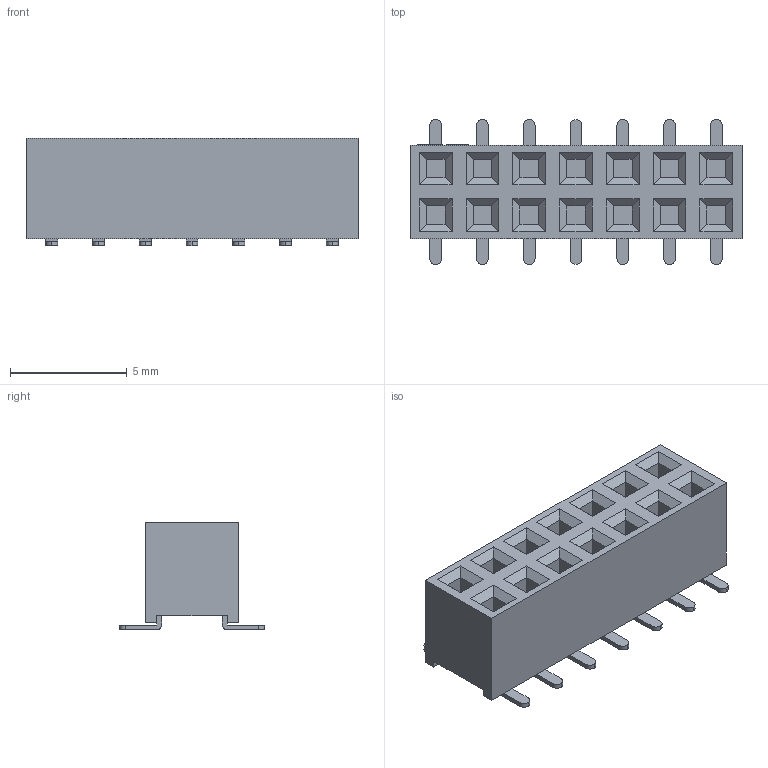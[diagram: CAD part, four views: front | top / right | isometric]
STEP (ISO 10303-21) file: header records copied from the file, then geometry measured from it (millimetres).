
FILE_DESCRIPTION (( 'STEP AP214' ), '1' );
FILE_NAME ('HDR-SMD_14P-P2.00-V-F-R2-C7-S6.2.step', '2022-07-02T10:18:48', ( '' ), ( '' ), 'SwSTEP 2.0', 'SolidWorks 2020', '' );
FILE_SCHEMA (( 'AUTOMOTIVE_DESIGN' ));
Length unit declared in the file: millimetre
Products named in the file (1): HDR-SMD_14P-P2.00-V-F-R2-C7-S6.2
Bounding box: 14.2 x 6.2 x 4.6 mm (x, y, z)
Volume: 200.5 mm3; surface area: 465.2 mm2
Topology: 1 solids, 1 shells, 559 faces, 1467 edges, 950 vertices
Faces by surface type: plane 405, bspline 112, cylinder 42
Entity records: 23681 total; most frequent: CARTESIAN_POINT 5081, ORIENTED_EDGE 2934, DIRECTION 2219, EDGE_CURVE 1467, VECTOR 1155, LINE 1155, VERTEX_POINT 950, EDGE_LOOP 599
